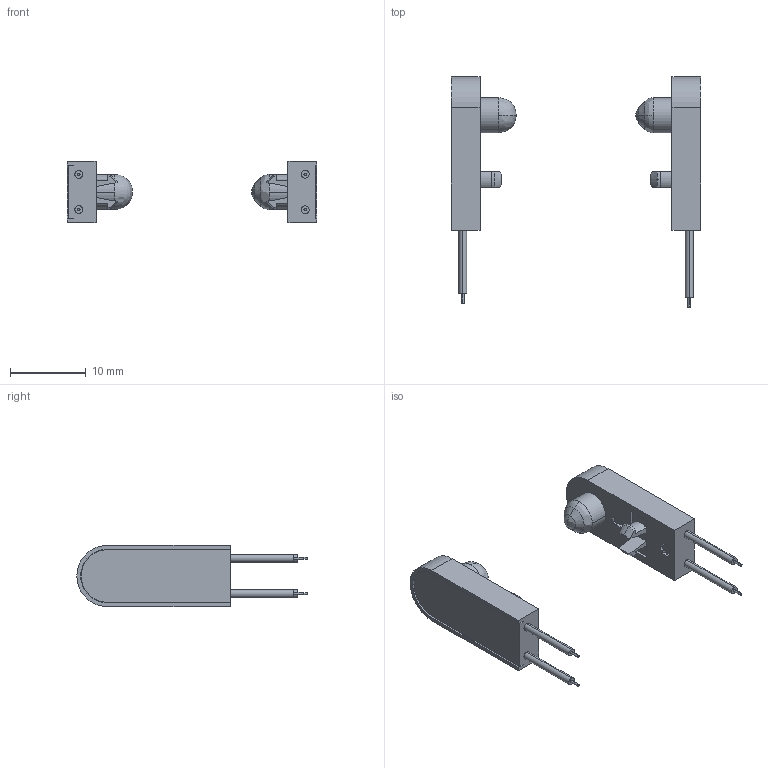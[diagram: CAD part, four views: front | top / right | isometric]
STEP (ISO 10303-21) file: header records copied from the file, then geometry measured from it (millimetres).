
FILE_DESCRIPTION (( 'STEP AP203' ), '1' );
FILE_NAME ('OPB100Z.STEP', '2013-10-02T12:32:31', ( 'optek' ), ( '' ), 'SwSTEP 2.0', 'SolidWorks 2013', '' );
FILE_SCHEMA (( 'CONFIG_CONTROL_DESIGN' ));
Length unit declared in the file: inch
Products named in the file (3): OPB100E; OPB100Z; OPB100S
Assembly tree (2 placements, depth 2):
  OPB100Z
    OPB100E
    OPB100S
Bounding box: 33.02 x 30.48 x 8.13 mm (x, y, z)
Volume: 1319.8 mm3; surface area: 1437.3 mm2
Topology: 2 solids, 2 shells, 173 faces, 442 edges, 290 vertices
Faces by surface type: plane 110, cylinder 49, cone 8, bspline 6
Entity records: 5593 total; most frequent: CARTESIAN_POINT 1044, DIRECTION 882, ORIENTED_EDGE 876, EDGE_CURVE 438, LINE 306, VECTOR 306, VERTEX_POINT 290, AXIS2_PLACEMENT_3D 288
